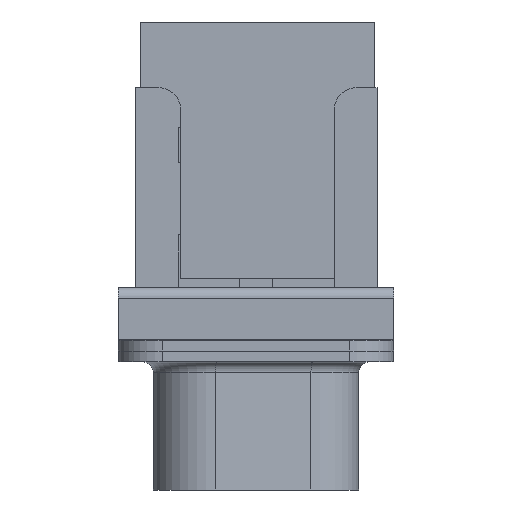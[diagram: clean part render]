
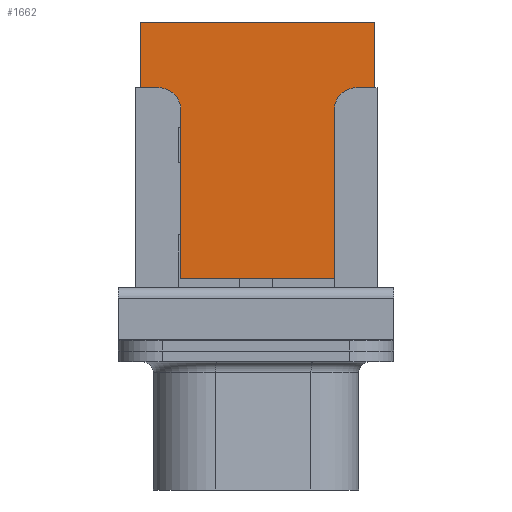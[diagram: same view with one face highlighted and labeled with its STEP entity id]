
A CAD part, left-side view. The second image highlights one B-rep face of the part: STEP entity #1662.
In plain terms, the highlighted planar face has unit normal (-1, 0, 0).
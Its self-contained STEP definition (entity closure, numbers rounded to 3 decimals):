
#1662 = ADVANCED_FACE( '', ( #3273 ), #3274, .T. );
#3273 = FACE_OUTER_BOUND( '', #4829, .T. );
#3274 = PLANE( '', #4830 );
#4829 = EDGE_LOOP( '', ( #9276, #9277, #9278, #9279, #9280, #9281, #9282, #9283, #9284, #9285 ) );
#4830 = AXIS2_PLACEMENT_3D( '', #9286, #9287, #9288 );
#9276 = ORIENTED_EDGE( '', *, *, #10929, .F. );
#9277 = ORIENTED_EDGE( '', *, *, #11096, .F. );
#9278 = ORIENTED_EDGE( '', *, *, #10175, .T. );
#9279 = ORIENTED_EDGE( '', *, *, #9589, .F. );
#9280 = ORIENTED_EDGE( '', *, *, #11238, .T. );
#9281 = ORIENTED_EDGE( '', *, *, #10901, .T. );
#9282 = ORIENTED_EDGE( '', *, *, #10136, .T. );
#9283 = ORIENTED_EDGE( '', *, *, #11140, .F. );
#9284 = ORIENTED_EDGE( '', *, *, #9734, .T. );
#9285 = ORIENTED_EDGE( '', *, *, #10425, .T. );
#9286 = CARTESIAN_POINT( '', ( -9.15, -5.35, -1.5 ) );
#9287 = DIRECTION( '', ( -1., 0., 0. ) );
#9288 = DIRECTION( '', ( 0., 0., 1. ) );
#9589 = EDGE_CURVE( '', #11506, #11507, #11508, .T. );
#9734 = EDGE_CURVE( '', #11768, #11766, #11769, .T. );
#10136 = EDGE_CURVE( '', #12436, #12437, #12438, .F. );
#10175 = EDGE_CURVE( '', #12494, #11507, #12495, .F. );
#10425 = EDGE_CURVE( '', #11766, #12879, #12881, .T. );
#10901 = EDGE_CURVE( '', #13537, #12436, #13538, .T. );
#10929 = EDGE_CURVE( '', #13571, #12879, #13573, .T. );
#11096 = EDGE_CURVE( '', #12494, #13571, #13764, .T. );
#11140 = EDGE_CURVE( '', #11768, #12437, #13813, .T. );
#11238 = EDGE_CURVE( '', #11506, #13537, #13914, .T. );
#11506 = VERTEX_POINT( '', #14277 );
#11507 = VERTEX_POINT( '', #14278 );
#11508 = LINE( '', #14279, #14280 );
#11766 = VERTEX_POINT( '', #14636 );
#11768 = VERTEX_POINT( '', #14639 );
#11769 = LINE( '', #14640, #14641 );
#12436 = VERTEX_POINT( '', #15600 );
#12437 = VERTEX_POINT( '', #15601 );
#12438 = CIRCLE( '', #15602, 1. );
#12494 = VERTEX_POINT( '', #15684 );
#12495 = CIRCLE( '', #15685, 1. );
#12879 = VERTEX_POINT( '', #16249 );
#12881 = LINE( '', #16252, #16253 );
#13537 = VERTEX_POINT( '', #17205 );
#13538 = LINE( '', #17206, #17207 );
#13571 = VERTEX_POINT( '', #17252 );
#13573 = LINE( '', #17255, #17256 );
#13764 = LINE( '', #17523, #17524 );
#13813 = LINE( '', #17597, #17598 );
#13914 = LINE( '', #17729, #17730 );
#14277 = CARTESIAN_POINT( '', ( -9.15, 3.5, -10.2 ) );
#14278 = CARTESIAN_POINT( '', ( -9.15, 3.5, -2.5 ) );
#14279 = CARTESIAN_POINT( '', ( -9.15, 3.5, -10.2 ) );
#14280 = VECTOR( '', #17905, 1000. );
#14636 = CARTESIAN_POINT( '', ( -9.15, -5.35, 1.5 ) );
#14639 = CARTESIAN_POINT( '', ( -9.15, -5.35, -1.5 ) );
#14640 = CARTESIAN_POINT( '', ( -9.15, -5.35, -1.5 ) );
#14641 = VECTOR( '', #18065, 1000. );
#15600 = CARTESIAN_POINT( '', ( -9.15, -3.5, -2.5 ) );
#15601 = CARTESIAN_POINT( '', ( -9.15, -4.5, -1.5 ) );
#15602 = AXIS2_PLACEMENT_3D( '', #18457, #18458, #18459 );
#15684 = CARTESIAN_POINT( '', ( -9.15, 4.5, -1.5 ) );
#15685 = AXIS2_PLACEMENT_3D( '', #18492, #18493, #18494 );
#16249 = CARTESIAN_POINT( '', ( -9.15, 5.35, 1.5 ) );
#16252 = CARTESIAN_POINT( '', ( -9.15, -5.35, 1.5 ) );
#16253 = VECTOR( '', #18739, 1000. );
#17205 = CARTESIAN_POINT( '', ( -9.15, -3.5, -10.2 ) );
#17206 = CARTESIAN_POINT( '', ( -9.15, -3.5, -10.2 ) );
#17207 = VECTOR( '', #19210, 1000. );
#17252 = CARTESIAN_POINT( '', ( -9.15, 5.35, -1.5 ) );
#17255 = CARTESIAN_POINT( '', ( -9.15, 5.35, -1.5 ) );
#17256 = VECTOR( '', #19236, 1000. );
#17523 = CARTESIAN_POINT( '', ( -9.15, -5.35, -1.5 ) );
#17524 = VECTOR( '', #19349, 1000. );
#17597 = CARTESIAN_POINT( '', ( -9.15, -5.35, -1.5 ) );
#17598 = VECTOR( '', #19377, 1000. );
#17729 = CARTESIAN_POINT( '', ( -9.15, 3.5, -10.2 ) );
#17730 = VECTOR( '', #19417, 1000. );
#17905 = DIRECTION( '', ( 0., 0., 1. ) );
#18065 = DIRECTION( '', ( 0., 0., 1. ) );
#18457 = CARTESIAN_POINT( '', ( -9.15, -4.5, -2.5 ) );
#18458 = DIRECTION( '', ( -1., 0., 0. ) );
#18459 = DIRECTION( '', ( 0., 0., 1. ) );
#18492 = CARTESIAN_POINT( '', ( -9.15, 4.5, -2.5 ) );
#18493 = DIRECTION( '', ( -1., 0., 0. ) );
#18494 = DIRECTION( '', ( 0., 0., 1. ) );
#18739 = DIRECTION( '', ( 0., 1., 0. ) );
#19210 = DIRECTION( '', ( 0., 0., 1. ) );
#19236 = DIRECTION( '', ( 0., 0., 1. ) );
#19349 = DIRECTION( '', ( 0., 1., 0. ) );
#19377 = DIRECTION( '', ( 0., 1., 0. ) );
#19417 = DIRECTION( '', ( 0., -1., 0. ) );
